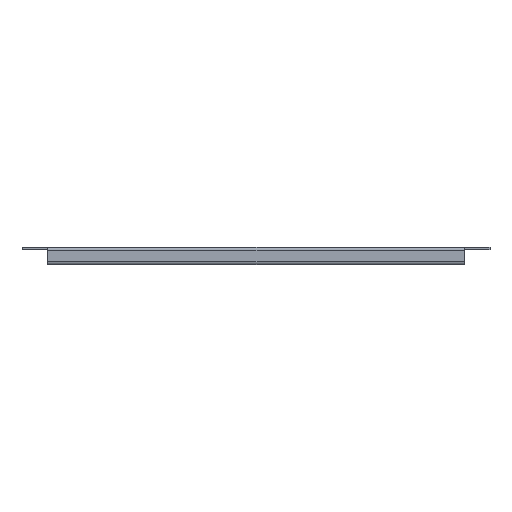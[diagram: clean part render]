
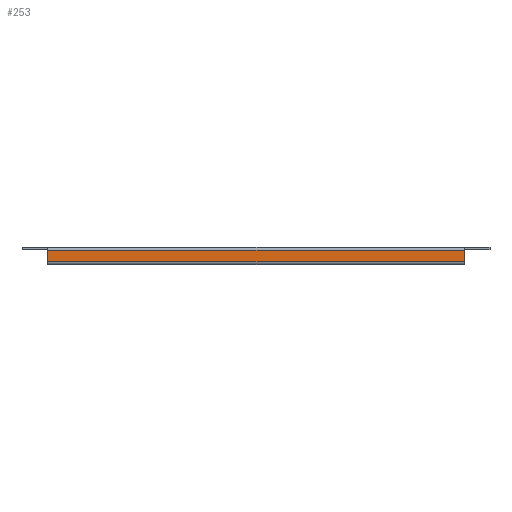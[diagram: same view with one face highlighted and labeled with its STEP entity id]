
A CAD part, front view. The second image highlights one B-rep face of the part: STEP entity #253.
In plain terms, the highlighted planar face has unit normal (0, -1, 0).
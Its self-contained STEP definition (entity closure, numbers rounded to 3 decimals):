
#29 = EDGE_LOOP ( 'NONE', ( #840, #337, #1420, #932 ) ) ;
#144 = DIRECTION ( 'NONE',  ( 0., 0., 1. ) ) ;
#191 = PLANE ( 'NONE',  #1273 ) ;
#195 = EDGE_CURVE ( 'NONE', #469, #632, #1568, .T. ) ;
#207 = DIRECTION ( 'NONE',  ( 1., 0., 0. ) ) ;
#219 = DIRECTION ( 'NONE',  ( 0., 0., 1. ) ) ;
#253 = ADVANCED_FACE ( 'NONE', ( #638 ), #191, .F. ) ;
#337 = ORIENTED_EDGE ( 'NONE', *, *, #195, .T. ) ;
#369 = CARTESIAN_POINT ( 'NONE',  ( -121.487, -89.711, -16.5 ) ) ;
#390 = EDGE_CURVE ( 'NONE', #775, #469, #1230, .T. ) ;
#469 = VERTEX_POINT ( 'NONE', #878 ) ;
#539 = VECTOR ( 'NONE', #207, 1000. ) ;
#566 = CARTESIAN_POINT ( 'NONE',  ( -121.487, -89.711, -16.5 ) ) ;
#599 = CARTESIAN_POINT ( 'NONE',  ( 363.513, -89.711, -3.5 ) ) ;
#632 = VERTEX_POINT ( 'NONE', #599 ) ;
#638 = FACE_OUTER_BOUND ( 'NONE', #29, .T. ) ;
#706 = EDGE_CURVE ( 'NONE', #1582, #632, #1770, .T. ) ;
#748 = CARTESIAN_POINT ( 'NONE',  ( 0., -89.711, 0. ) ) ;
#771 = CARTESIAN_POINT ( 'NONE',  ( -121.487, -89.711, -3.5 ) ) ;
#775 = VERTEX_POINT ( 'NONE', #566 ) ;
#840 = ORIENTED_EDGE ( 'NONE', *, *, #390, .T. ) ;
#853 = CARTESIAN_POINT ( 'NONE',  ( 363.513, -89.711, 0. ) ) ;
#878 = CARTESIAN_POINT ( 'NONE',  ( 363.513, -89.711, -16.5 ) ) ;
#924 = CARTESIAN_POINT ( 'NONE',  ( 363.513, -89.711, -3.5 ) ) ;
#932 = ORIENTED_EDGE ( 'NONE', *, *, #1615, .T. ) ;
#1126 = DIRECTION ( 'NONE',  ( 0., 0., -1. ) ) ;
#1230 = LINE ( 'NONE', #369, #1816 ) ;
#1273 = AXIS2_PLACEMENT_3D ( 'NONE', #748, #1772, #219 ) ;
#1292 = VECTOR ( 'NONE', #1126, 1000. ) ;
#1408 = CARTESIAN_POINT ( 'NONE',  ( -121.487, -89.711, 0. ) ) ;
#1420 = ORIENTED_EDGE ( 'NONE', *, *, #706, .F. ) ;
#1511 = DIRECTION ( 'NONE',  ( 1., 0., 0. ) ) ;
#1521 = LINE ( 'NONE', #1408, #1292 ) ;
#1568 = LINE ( 'NONE', #853, #1602 ) ;
#1582 = VERTEX_POINT ( 'NONE', #771 ) ;
#1602 = VECTOR ( 'NONE', #144, 1000. ) ;
#1615 = EDGE_CURVE ( 'NONE', #1582, #775, #1521, .T. ) ;
#1770 = LINE ( 'NONE', #924, #539 ) ;
#1772 = DIRECTION ( 'NONE',  ( 0., 1., 0. ) ) ;
#1816 = VECTOR ( 'NONE', #1511, 1000. ) ;
